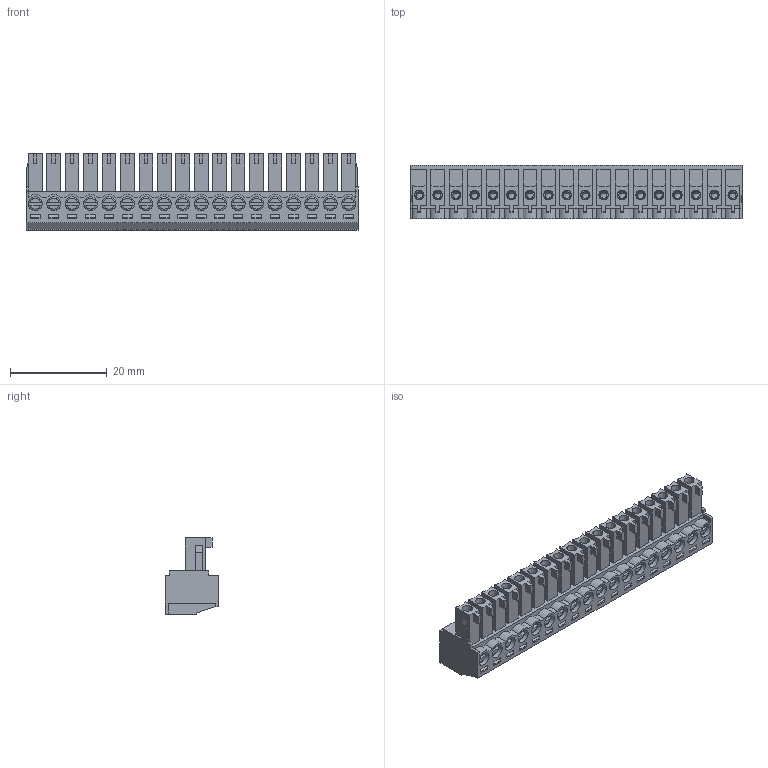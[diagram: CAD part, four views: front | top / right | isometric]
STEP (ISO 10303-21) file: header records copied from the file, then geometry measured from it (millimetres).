
FILE_DESCRIPTION( ( 'Unknown' ), '1' );
FILE_NAME( '691361300018.stp', 'Unknown', ( 'Unknown' ), ( 'Unknown' ), 'PSStep 14.0', 'Unknown', ' ' );
FILE_SCHEMA( ( 'AUTOMOTIVE_DESIGN { 1 0 10303 214 1 1 1 1 }' ) );
Length unit declared in the file: millimetre
Products named in the file (6): Assem1; 6913613000xx_PIN; 6913613000xx_VISSE; 6913613000xx_CAGE; 691361300018; 691361300018_CAPOT
Assembly tree (56 placements, depth 2):
  Assem1
    6913613000xx_PIN  x18
    6913613000xx_VISSE  x18
    6913613000xx_CAGE  x18
    691361300018
    691361300018_CAPOT
Bounding box: 68.58 x 11.1 x 15.8 mm (x, y, z)
Volume: 5002.1 mm3; surface area: 16089.1 mm2
Topology: 56 solids, 56 shells, 2680 faces, 7106 edges, 4644 vertices
Faces by surface type: plane 2086, cylinder 504, torus 54, cone 36
Full cylindrical faces by diameter (mm): 1.35 x18, 1.9 x36, 2 x18, 2.9 x36
Entity records: 53468 total; most frequent: CARTESIAN_POINT 7474, ORIENTED_EDGE 7184, DIRECTION 6708, EDGE_CURVE 3592, LINE 3316, VECTOR 3316, VERTEX_POINT 2414, EDGE_LOOP 1738
